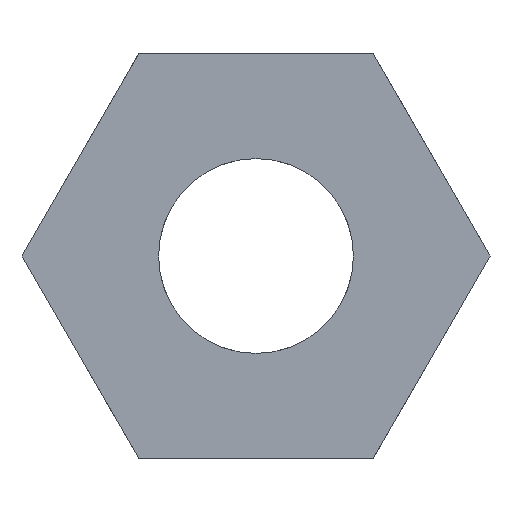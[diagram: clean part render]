
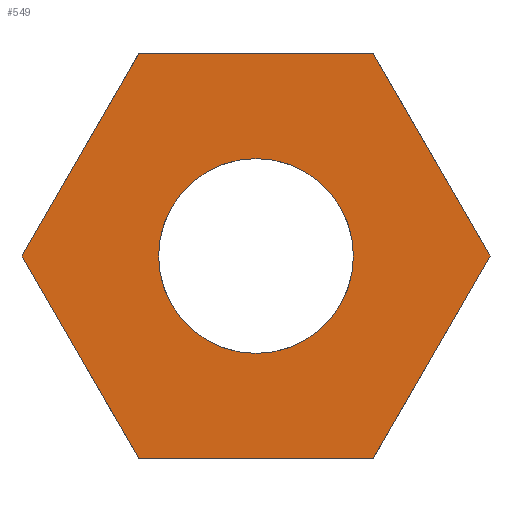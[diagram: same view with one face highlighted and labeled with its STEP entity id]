
A CAD part, front view. The second image highlights one B-rep face of the part: STEP entity #549.
In plain terms, the highlighted planar face has unit normal (0, -1, 0).
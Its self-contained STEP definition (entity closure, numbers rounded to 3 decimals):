
#5 = EDGE_CURVE ( 'NONE', #1293, #733, #1345, .T. ) ;
#30 = DIRECTION ( 'NONE',  ( 0.5, 0., -0.866 ) ) ;
#43 = EDGE_LOOP ( 'NONE', ( #1275, #709 ) ) ;
#44 = CARTESIAN_POINT ( 'NONE',  ( 60.044, 0., 0. ) ) ;
#65 = VECTOR ( 'NONE', #30, 1000. ) ;
#90 = VERTEX_POINT ( 'NONE', #1190 ) ;
#138 = DIRECTION ( 'NONE',  ( 0., 1., 0. ) ) ;
#240 = LINE ( 'NONE', #1149, #1488 ) ;
#253 = VERTEX_POINT ( 'NONE', #1551 ) ;
#271 = AXIS2_PLACEMENT_3D ( 'NONE', #529, #810, #1359 ) ;
#278 = FACE_BOUND ( 'NONE', #43, .T. ) ;
#332 = ORIENTED_EDGE ( 'NONE', *, *, #1624, .F. ) ;
#452 = CARTESIAN_POINT ( 'NONE',  ( -30.022, 0., -52. ) ) ;
#463 = ORIENTED_EDGE ( 'NONE', *, *, #1089, .F. ) ;
#469 = CARTESIAN_POINT ( 'NONE',  ( -30.022, 0., 52. ) ) ;
#498 = VECTOR ( 'NONE', #904, 1000. ) ;
#502 = DIRECTION ( 'NONE',  ( 0., 0., 1. ) ) ;
#525 = CIRCLE ( 'NONE', #271, 25. ) ;
#529 = CARTESIAN_POINT ( 'NONE',  ( 0., 0., 0. ) ) ;
#546 = FACE_OUTER_BOUND ( 'NONE', #1281, .T. ) ;
#549 = ADVANCED_FACE ( 'NONE', ( #278, #546 ), #815, .F. ) ;
#551 = VERTEX_POINT ( 'NONE', #678 ) ;
#591 = CARTESIAN_POINT ( 'NONE',  ( 30.022, 0., 52. ) ) ;
#609 = DIRECTION ( 'NONE',  ( 0.5, 0., 0.866 ) ) ;
#625 = CARTESIAN_POINT ( 'NONE',  ( 0., 0., -25. ) ) ;
#626 = CARTESIAN_POINT ( 'NONE',  ( -60.044, 0., 0. ) ) ;
#646 = VERTEX_POINT ( 'NONE', #469 ) ;
#661 = LINE ( 'NONE', #1207, #1174 ) ;
#667 = VERTEX_POINT ( 'NONE', #452 ) ;
#678 = CARTESIAN_POINT ( 'NONE',  ( -60.044, 0., 0. ) ) ;
#686 = DIRECTION ( 'NONE',  ( 0., 1., 0. ) ) ;
#691 = DIRECTION ( 'NONE',  ( -0.5, 0., -0.866 ) ) ;
#709 = ORIENTED_EDGE ( 'NONE', *, *, #1592, .T. ) ;
#733 = VERTEX_POINT ( 'NONE', #625 ) ;
#768 = DIRECTION ( 'NONE',  ( 1., 0., 0. ) ) ;
#789 = CARTESIAN_POINT ( 'NONE',  ( 0., 0., 0. ) ) ;
#805 = DIRECTION ( 'NONE',  ( 0., 0., 1. ) ) ;
#810 = DIRECTION ( 'NONE',  ( 0., 1., 0. ) ) ;
#815 = PLANE ( 'NONE',  #1080 ) ;
#873 = LINE ( 'NONE', #626, #1231 ) ;
#904 = DIRECTION ( 'NONE',  ( -0.5, 0., 0.866 ) ) ;
#944 = LINE ( 'NONE', #591, #65 ) ;
#953 = CARTESIAN_POINT ( 'NONE',  ( 0., 0., 25. ) ) ;
#958 = LINE ( 'NONE', #44, #1516 ) ;
#1015 = ORIENTED_EDGE ( 'NONE', *, *, #1314, .F. ) ;
#1025 = AXIS2_PLACEMENT_3D ( 'NONE', #789, #138, #502 ) ;
#1046 = ORIENTED_EDGE ( 'NONE', *, *, #1200, .F. ) ;
#1064 = VERTEX_POINT ( 'NONE', #1152 ) ;
#1080 = AXIS2_PLACEMENT_3D ( 'NONE', #1620, #686, #805 ) ;
#1089 = EDGE_CURVE ( 'NONE', #667, #551, #1394, .T. ) ;
#1149 = CARTESIAN_POINT ( 'NONE',  ( -30.022, 0., 52. ) ) ;
#1152 = CARTESIAN_POINT ( 'NONE',  ( 30.022, 0., 52. ) ) ;
#1174 = VECTOR ( 'NONE', #1726, 1000. ) ;
#1190 = CARTESIAN_POINT ( 'NONE',  ( 60.044, 0., 0. ) ) ;
#1200 = EDGE_CURVE ( 'NONE', #551, #646, #873, .T. ) ;
#1202 = ORIENTED_EDGE ( 'NONE', *, *, #1203, .F. ) ;
#1203 = EDGE_CURVE ( 'NONE', #646, #1064, #240, .T. ) ;
#1207 = CARTESIAN_POINT ( 'NONE',  ( 30.022, 0., -52. ) ) ;
#1231 = VECTOR ( 'NONE', #609, 1000. ) ;
#1275 = ORIENTED_EDGE ( 'NONE', *, *, #5, .T. ) ;
#1281 = EDGE_LOOP ( 'NONE', ( #463, #1015, #332, #1385, #1202, #1046 ) ) ;
#1293 = VERTEX_POINT ( 'NONE', #953 ) ;
#1314 = EDGE_CURVE ( 'NONE', #253, #667, #661, .T. ) ;
#1338 = EDGE_CURVE ( 'NONE', #1064, #90, #944, .T. ) ;
#1345 = CIRCLE ( 'NONE', #1025, 25. ) ;
#1359 = DIRECTION ( 'NONE',  ( 0., 0., 1. ) ) ;
#1385 = ORIENTED_EDGE ( 'NONE', *, *, #1338, .F. ) ;
#1394 = LINE ( 'NONE', #1574, #498 ) ;
#1488 = VECTOR ( 'NONE', #768, 1000. ) ;
#1516 = VECTOR ( 'NONE', #691, 1000. ) ;
#1551 = CARTESIAN_POINT ( 'NONE',  ( 30.022, 0., -52. ) ) ;
#1574 = CARTESIAN_POINT ( 'NONE',  ( -30.022, 0., -52. ) ) ;
#1592 = EDGE_CURVE ( 'NONE', #733, #1293, #525, .T. ) ;
#1620 = CARTESIAN_POINT ( 'NONE',  ( 0., 0., 0. ) ) ;
#1624 = EDGE_CURVE ( 'NONE', #90, #253, #958, .T. ) ;
#1726 = DIRECTION ( 'NONE',  ( -1., 0., 0. ) ) ;
